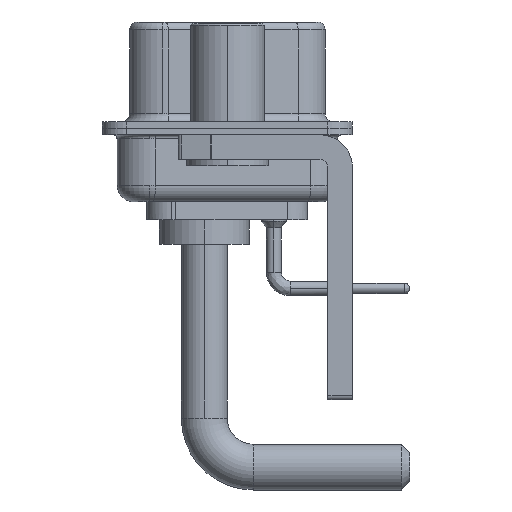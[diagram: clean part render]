
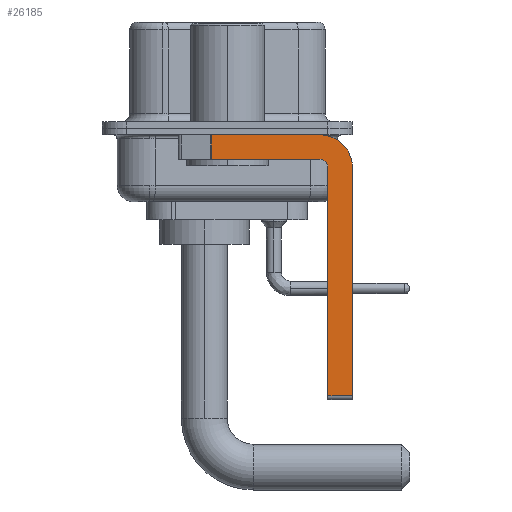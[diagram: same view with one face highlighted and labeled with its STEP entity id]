
A CAD part, left-side view. The second image highlights one B-rep face of the part: STEP entity #26185.
In plain terms, the highlighted planar face has unit normal (-1, 0, 0).
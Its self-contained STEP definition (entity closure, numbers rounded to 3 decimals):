
#264 = ORIENTED_EDGE ( 'NONE', *, *, #6852, .F. ) ;
#346 = CARTESIAN_POINT ( 'NONE',  ( -2.9, 3., -0.4 ) ) ;
#1175 = CARTESIAN_POINT ( 'NONE',  ( -2.9, -5.65, -2.4 ) ) ;
#1297 = DIRECTION ( 'NONE',  ( 1., 0., 0. ) ) ;
#1967 = DIRECTION ( 'NONE',  ( 0., 0., -1. ) ) ;
#2235 = CARTESIAN_POINT ( 'NONE',  ( -2.9, -5.65, -2.4 ) ) ;
#2270 = VERTEX_POINT ( 'NONE', #3929 ) ;
#3255 = LINE ( 'NONE', #19683, #18423 ) ;
#3295 = FACE_OUTER_BOUND ( 'NONE', #4982, .T. ) ;
#3857 = CARTESIAN_POINT ( 'NONE',  ( -2.9, -6.15, -2.4 ) ) ;
#3929 = CARTESIAN_POINT ( 'NONE',  ( -2.9, -7.65, -16.35 ) ) ;
#4348 = LINE ( 'NONE', #24233, #15126 ) ;
#4604 = AXIS2_PLACEMENT_3D ( 'NONE', #21440, #1297, #9454 ) ;
#4606 = VERTEX_POINT ( 'NONE', #20429 ) ;
#4771 = VERTEX_POINT ( 'NONE', #25463 ) ;
#4955 = LINE ( 'NONE', #23225, #23087 ) ;
#4977 = EDGE_CURVE ( 'NONE', #24921, #26362, #17999, .T. ) ;
#4982 = EDGE_LOOP ( 'NONE', ( #17088, #5555, #264, #5202, #19622, #5854, #5554, #25308 ) ) ;
#5148 = EDGE_CURVE ( 'NONE', #26362, #4606, #5197, .T. ) ;
#5197 = CIRCLE ( 'NONE', #6890, 2. ) ;
#5202 = ORIENTED_EDGE ( 'NONE', *, *, #6155, .F. ) ;
#5554 = ORIENTED_EDGE ( 'NONE', *, *, #23081, .F. ) ;
#5555 = ORIENTED_EDGE ( 'NONE', *, *, #20762, .T. ) ;
#5589 = EDGE_CURVE ( 'NONE', #4771, #25077, #4955, .T. ) ;
#5854 = ORIENTED_EDGE ( 'NONE', *, *, #20289, .T. ) ;
#6155 = EDGE_CURVE ( 'NONE', #25077, #19755, #16322, .T. ) ;
#6852 = EDGE_CURVE ( 'NONE', #19755, #9392, #4348, .T. ) ;
#6890 = AXIS2_PLACEMENT_3D ( 'NONE', #2235, #22255, #1967 ) ;
#7696 = CARTESIAN_POINT ( 'NONE',  ( -2.9, 0.978, -1.9 ) ) ;
#7847 = CARTESIAN_POINT ( 'NONE',  ( -2.9, -5.65, -0.4 ) ) ;
#9392 = VERTEX_POINT ( 'NONE', #7696 ) ;
#9454 = DIRECTION ( 'NONE',  ( 0., 0., -1. ) ) ;
#10048 = LINE ( 'NONE', #18574, #20034 ) ;
#10813 = CARTESIAN_POINT ( 'NONE',  ( -2.9, 0.978, -0.4 ) ) ;
#12086 = LINE ( 'NONE', #22731, #22124 ) ;
#13538 = DIRECTION ( 'NONE',  ( 0., 0., -1. ) ) ;
#14356 = DIRECTION ( 'NONE',  ( 0., -1., 0. ) ) ;
#14590 = DIRECTION ( 'NONE',  ( 0., 0., -1. ) ) ;
#15126 = VECTOR ( 'NONE', #22625, 1000. ) ;
#16126 = DIRECTION ( 'NONE',  ( 0., -1., 0. ) ) ;
#16322 = CIRCLE ( 'NONE', #25236, 0.5 ) ;
#17088 = ORIENTED_EDGE ( 'NONE', *, *, #4977, .F. ) ;
#17999 = LINE ( 'NONE', #346, #24382 ) ;
#18423 = VECTOR ( 'NONE', #13538, 1000. ) ;
#18574 = CARTESIAN_POINT ( 'NONE',  ( -2.9, 0.978, -1.9 ) ) ;
#19592 = PLANE ( 'NONE',  #4604 ) ;
#19622 = ORIENTED_EDGE ( 'NONE', *, *, #5589, .F. ) ;
#19683 = CARTESIAN_POINT ( 'NONE',  ( -2.9, -7.65, -2.4 ) ) ;
#19755 = VERTEX_POINT ( 'NONE', #25352 ) ;
#20034 = VECTOR ( 'NONE', #14590, 1000. ) ;
#20289 = EDGE_CURVE ( 'NONE', #4771, #2270, #12086, .T. ) ;
#20429 = CARTESIAN_POINT ( 'NONE',  ( -2.9, -7.65, -2.4 ) ) ;
#20762 = EDGE_CURVE ( 'NONE', #24921, #9392, #10048, .T. ) ;
#21440 = CARTESIAN_POINT ( 'NONE',  ( -2.9, -5.65, -2.4 ) ) ;
#22124 = VECTOR ( 'NONE', #14356, 1000. ) ;
#22255 = DIRECTION ( 'NONE',  ( 1., 0., 0. ) ) ;
#22625 = DIRECTION ( 'NONE',  ( 0., 1., 0. ) ) ;
#22731 = CARTESIAN_POINT ( 'NONE',  ( -2.9, -5.65, -16.35 ) ) ;
#22932 = DIRECTION ( 'NONE',  ( -1., 0., 0. ) ) ;
#23072 = DIRECTION ( 'NONE',  ( 0., 0., 1. ) ) ;
#23081 = EDGE_CURVE ( 'NONE', #4606, #2270, #3255, .T. ) ;
#23087 = VECTOR ( 'NONE', #23099, 1000. ) ;
#23099 = DIRECTION ( 'NONE',  ( 0., 0., 1. ) ) ;
#23225 = CARTESIAN_POINT ( 'NONE',  ( -2.9, -6.15, -16.6 ) ) ;
#24233 = CARTESIAN_POINT ( 'NONE',  ( -2.9, -5.65, -1.9 ) ) ;
#24382 = VECTOR ( 'NONE', #16126, 1000. ) ;
#24921 = VERTEX_POINT ( 'NONE', #10813 ) ;
#25077 = VERTEX_POINT ( 'NONE', #3857 ) ;
#25236 = AXIS2_PLACEMENT_3D ( 'NONE', #1175, #22932, #23072 ) ;
#25308 = ORIENTED_EDGE ( 'NONE', *, *, #5148, .F. ) ;
#25352 = CARTESIAN_POINT ( 'NONE',  ( -2.9, -5.65, -1.9 ) ) ;
#25463 = CARTESIAN_POINT ( 'NONE',  ( -2.9, -6.15, -16.35 ) ) ;
#26185 = ADVANCED_FACE ( 'NONE', ( #3295 ), #19592, .F. ) ;
#26362 = VERTEX_POINT ( 'NONE', #7847 ) ;
